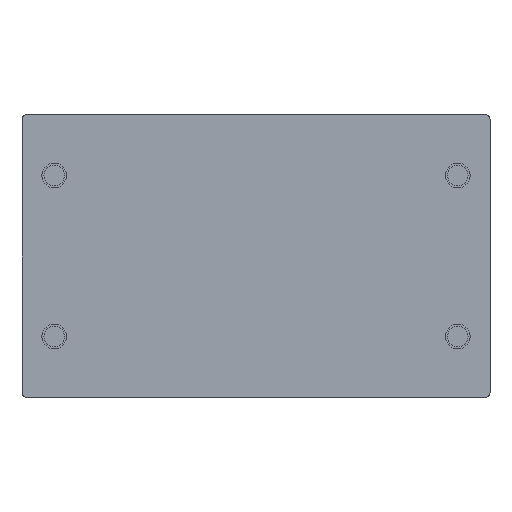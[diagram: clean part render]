
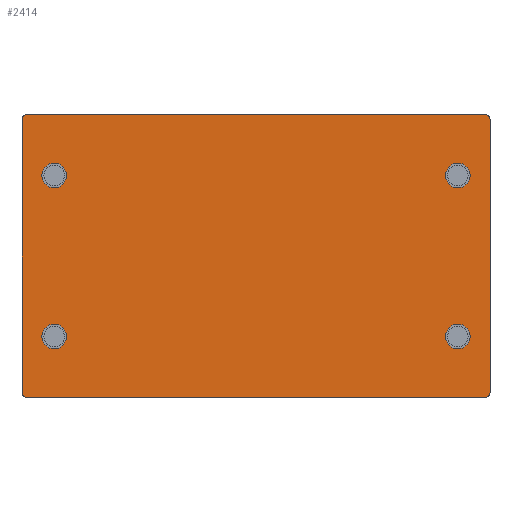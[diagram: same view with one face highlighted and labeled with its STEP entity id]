
A CAD part, front view. The second image highlights one B-rep face of the part: STEP entity #2414.
In plain terms, the highlighted planar face has unit normal (0, -1, 0).
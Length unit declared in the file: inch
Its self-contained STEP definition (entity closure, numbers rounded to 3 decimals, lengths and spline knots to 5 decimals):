
#65 = CIRCLE ( 'NONE', #5174, 0.45276 ) ;
#80 = DIRECTION ( 'NONE',  ( 0., 1., 0. ) ) ;
#81 = ORIENTED_EDGE ( 'NONE', *, *, #4939, .T. ) ;
#93 = CARTESIAN_POINT ( 'NONE',  ( -8.58268, 0., -5.19685 ) ) ;
#175 = EDGE_CURVE ( 'NONE', #1773, #4230, #6563, .T. ) ;
#212 = AXIS2_PLACEMENT_3D ( 'NONE', #2697, #2713, #5756 ) ;
#256 = ORIENTED_EDGE ( 'NONE', *, *, #5257, .F. ) ;
#269 = DIRECTION ( 'NONE',  ( 0., 1., 0. ) ) ;
#332 = VERTEX_POINT ( 'NONE', #938 ) ;
#337 = CARTESIAN_POINT ( 'NONE',  ( 8.38583, 0., 5. ) ) ;
#399 = EDGE_CURVE ( 'NONE', #1231, #332, #6714, .T. ) ;
#452 = ORIENTED_EDGE ( 'NONE', *, *, #4192, .T. ) ;
#521 = ORIENTED_EDGE ( 'NONE', *, *, #6178, .T. ) ;
#539 = FACE_BOUND ( 'NONE', #562, .T. ) ;
#562 = EDGE_LOOP ( 'NONE', ( #521, #6156 ) ) ;
#565 = AXIS2_PLACEMENT_3D ( 'NONE', #3308, #675, #5943 ) ;
#641 = AXIS2_PLACEMENT_3D ( 'NONE', #5013, #1848, #6006 ) ;
#674 = VERTEX_POINT ( 'NONE', #4610 ) ;
#675 = DIRECTION ( 'NONE',  ( 0., 1., 0. ) ) ;
#748 = EDGE_CURVE ( 'NONE', #2609, #674, #5160, .T. ) ;
#878 = CARTESIAN_POINT ( 'NONE',  ( 7.40157, 0., 2.95276 ) ) ;
#902 = DIRECTION ( 'NONE',  ( 0., 1., 0. ) ) ;
#938 = CARTESIAN_POINT ( 'NONE',  ( 8.38583, 0., 5.19685 ) ) ;
#943 = EDGE_CURVE ( 'NONE', #2609, #5643, #5894, .T. ) ;
#1037 = EDGE_CURVE ( 'NONE', #2679, #1523, #2145, .T. ) ;
#1075 = CARTESIAN_POINT ( 'NONE',  ( -8.58268, 0., 5.19685 ) ) ;
#1093 = VERTEX_POINT ( 'NONE', #3364 ) ;
#1225 = DIRECTION ( 'NONE',  ( 0., 0., 1. ) ) ;
#1226 = CARTESIAN_POINT ( 'NONE',  ( 7.40157, 0., -2.5 ) ) ;
#1231 = VERTEX_POINT ( 'NONE', #5004 ) ;
#1245 = AXIS2_PLACEMENT_3D ( 'NONE', #4965, #2360, #2381 ) ;
#1389 = CIRCLE ( 'NONE', #5863, 0.45276 ) ;
#1454 = DIRECTION ( 'NONE',  ( 0., 0., -1. ) ) ;
#1522 = PLANE ( 'NONE',  #2436 ) ;
#1523 = VERTEX_POINT ( 'NONE', #2746 ) ;
#1525 = CARTESIAN_POINT ( 'NONE',  ( 8.38583, 0., -5. ) ) ;
#1544 = CARTESIAN_POINT ( 'NONE',  ( -8.38583, 0., -5.19685 ) ) ;
#1573 = DIRECTION ( 'NONE',  ( 0., 0., 1. ) ) ;
#1587 = CIRCLE ( 'NONE', #1245, 0.45276 ) ;
#1713 = DIRECTION ( 'NONE',  ( -1., 0., 0. ) ) ;
#1757 = FACE_OUTER_BOUND ( 'NONE', #2576, .T. ) ;
#1773 = VERTEX_POINT ( 'NONE', #2580 ) ;
#1848 = DIRECTION ( 'NONE',  ( 0., 1., 0. ) ) ;
#1909 = ORIENTED_EDGE ( 'NONE', *, *, #6203, .T. ) ;
#2145 = CIRCLE ( 'NONE', #5491, 0.45276 ) ;
#2166 = DIRECTION ( 'NONE',  ( 0., 0., 1. ) ) ;
#2360 = DIRECTION ( 'NONE',  ( 0., 1., 0. ) ) ;
#2381 = DIRECTION ( 'NONE',  ( 0., 0., 1. ) ) ;
#2385 = ORIENTED_EDGE ( 'NONE', *, *, #2546, .T. ) ;
#2414 = ADVANCED_FACE ( 'NONE', ( #3374, #539, #2980, #6634, #1757 ), #1522, .T. ) ;
#2436 = AXIS2_PLACEMENT_3D ( 'NONE', #4018, #4568, #1454 ) ;
#2439 = AXIS2_PLACEMENT_3D ( 'NONE', #3376, #269, #4385 ) ;
#2457 = ORIENTED_EDGE ( 'NONE', *, *, #175, .T. ) ;
#2458 = LINE ( 'NONE', #4366, #3500 ) ;
#2516 = CARTESIAN_POINT ( 'NONE',  ( -7.40157, 0., -2.5 ) ) ;
#2546 = EDGE_CURVE ( 'NONE', #1523, #2679, #1587, .T. ) ;
#2576 = EDGE_LOOP ( 'NONE', ( #5688, #452, #5595, #1909, #256, #3833, #6671, #3069 ) ) ;
#2580 = CARTESIAN_POINT ( 'NONE',  ( 7.40157, 0., 2.5 ) ) ;
#2609 = VERTEX_POINT ( 'NONE', #5509 ) ;
#2669 = EDGE_LOOP ( 'NONE', ( #2385, #4937 ) ) ;
#2679 = VERTEX_POINT ( 'NONE', #3979 ) ;
#2697 = CARTESIAN_POINT ( 'NONE',  ( -8.38583, 0., 5. ) ) ;
#2702 = VERTEX_POINT ( 'NONE', #2516 ) ;
#2713 = DIRECTION ( 'NONE',  ( 0., -1., 0. ) ) ;
#2746 = CARTESIAN_POINT ( 'NONE',  ( -7.40157, 0., 3.40551 ) ) ;
#2778 = CARTESIAN_POINT ( 'NONE',  ( -7.40157, 0., 2.95276 ) ) ;
#2839 = DIRECTION ( 'NONE',  ( 0., -1., 0. ) ) ;
#2980 = FACE_BOUND ( 'NONE', #2669, .T. ) ;
#2999 = VERTEX_POINT ( 'NONE', #1226 ) ;
#3069 = ORIENTED_EDGE ( 'NONE', *, *, #748, .T. ) ;
#3095 = VERTEX_POINT ( 'NONE', #4910 ) ;
#3134 = CARTESIAN_POINT ( 'NONE',  ( 8.58268, 0., 5.19685 ) ) ;
#3140 = CARTESIAN_POINT ( 'NONE',  ( 8.58268, 0., 5. ) ) ;
#3206 = CARTESIAN_POINT ( 'NONE',  ( -8.58268, 0., 5. ) ) ;
#3308 = CARTESIAN_POINT ( 'NONE',  ( 7.40157, 0., 2.95276 ) ) ;
#3364 = CARTESIAN_POINT ( 'NONE',  ( 7.40157, 0., -3.40551 ) ) ;
#3372 = VECTOR ( 'NONE', #1713, 39.37008 ) ;
#3374 = FACE_BOUND ( 'NONE', #6240, .T. ) ;
#3376 = CARTESIAN_POINT ( 'NONE',  ( -7.40157, 0., -2.95276 ) ) ;
#3400 = CIRCLE ( 'NONE', #212, 0.19685 ) ;
#3414 = VERTEX_POINT ( 'NONE', #6094 ) ;
#3440 = AXIS2_PLACEMENT_3D ( 'NONE', #878, #902, #4008 ) ;
#3500 = VECTOR ( 'NONE', #4439, 39.37008 ) ;
#3501 = EDGE_CURVE ( 'NONE', #5062, #674, #6457, .T. ) ;
#3695 = EDGE_LOOP ( 'NONE', ( #4824, #2457 ) ) ;
#3833 = ORIENTED_EDGE ( 'NONE', *, *, #5483, .T. ) ;
#3890 = CIRCLE ( 'NONE', #565, 0.45276 ) ;
#3905 = CIRCLE ( 'NONE', #641, 0.45276 ) ;
#3961 = CARTESIAN_POINT ( 'NONE',  ( 7.40157, 0., 3.40551 ) ) ;
#3979 = CARTESIAN_POINT ( 'NONE',  ( -7.40157, 0., 2.5 ) ) ;
#4008 = DIRECTION ( 'NONE',  ( 0., 0., 1. ) ) ;
#4018 = CARTESIAN_POINT ( 'NONE',  ( 0., 0., 0. ) ) ;
#4143 = CARTESIAN_POINT ( 'NONE',  ( 7.40157, 0., -2.95276 ) ) ;
#4167 = DIRECTION ( 'NONE',  ( 1., 0., 0. ) ) ;
#4192 = EDGE_CURVE ( 'NONE', #5062, #332, #5921, .T. ) ;
#4197 = DIRECTION ( 'NONE',  ( 0., 0., -1. ) ) ;
#4204 = DIRECTION ( 'NONE',  ( 0., 0., -1. ) ) ;
#4230 = VERTEX_POINT ( 'NONE', #3961 ) ;
#4363 = DIRECTION ( 'NONE',  ( 0., 1., 0. ) ) ;
#4366 = CARTESIAN_POINT ( 'NONE',  ( -8.58268, 0., 5.19685 ) ) ;
#4385 = DIRECTION ( 'NONE',  ( 0., 0., 1. ) ) ;
#4389 = AXIS2_PLACEMENT_3D ( 'NONE', #337, #2839, #6556 ) ;
#4439 = DIRECTION ( 'NONE',  ( 0., 0., 1. ) ) ;
#4568 = DIRECTION ( 'NONE',  ( 0., -1., 0. ) ) ;
#4610 = CARTESIAN_POINT ( 'NONE',  ( 8.58268, 0., -5. ) ) ;
#4678 = DIRECTION ( 'NONE',  ( 0., 1., 0. ) ) ;
#4784 = CIRCLE ( 'NONE', #2439, 0.45276 ) ;
#4824 = ORIENTED_EDGE ( 'NONE', *, *, #6354, .T. ) ;
#4910 = CARTESIAN_POINT ( 'NONE',  ( -8.58268, 0., -5. ) ) ;
#4937 = ORIENTED_EDGE ( 'NONE', *, *, #1037, .T. ) ;
#4939 = EDGE_CURVE ( 'NONE', #1093, #2999, #3905, .T. ) ;
#4965 = CARTESIAN_POINT ( 'NONE',  ( -7.40157, 0., 2.95276 ) ) ;
#5004 = CARTESIAN_POINT ( 'NONE',  ( -8.38583, 0., 5.19685 ) ) ;
#5013 = CARTESIAN_POINT ( 'NONE',  ( 7.40157, 0., -2.95276 ) ) ;
#5033 = EDGE_CURVE ( 'NONE', #2999, #1093, #1389, .T. ) ;
#5062 = VERTEX_POINT ( 'NONE', #3140 ) ;
#5083 = VECTOR ( 'NONE', #4197, 39.37008 ) ;
#5160 = CIRCLE ( 'NONE', #6279, 0.19685 ) ;
#5174 = AXIS2_PLACEMENT_3D ( 'NONE', #5286, #80, #2166 ) ;
#5221 = VERTEX_POINT ( 'NONE', #3206 ) ;
#5257 = EDGE_CURVE ( 'NONE', #3095, #5221, #2458, .T. ) ;
#5286 = CARTESIAN_POINT ( 'NONE',  ( -7.40157, 0., -2.95276 ) ) ;
#5370 = CIRCLE ( 'NONE', #6655, 0.19685 ) ;
#5483 = EDGE_CURVE ( 'NONE', #3095, #5643, #5370, .T. ) ;
#5491 = AXIS2_PLACEMENT_3D ( 'NONE', #2778, #4363, #1225 ) ;
#5509 = CARTESIAN_POINT ( 'NONE',  ( 8.38583, 0., -5.19685 ) ) ;
#5595 = ORIENTED_EDGE ( 'NONE', *, *, #399, .F. ) ;
#5643 = VERTEX_POINT ( 'NONE', #1544 ) ;
#5688 = ORIENTED_EDGE ( 'NONE', *, *, #3501, .F. ) ;
#5756 = DIRECTION ( 'NONE',  ( 0., 0., -1. ) ) ;
#5830 = EDGE_CURVE ( 'NONE', #3414, #2702, #4784, .T. ) ;
#5863 = AXIS2_PLACEMENT_3D ( 'NONE', #4143, #4678, #1573 ) ;
#5894 = LINE ( 'NONE', #93, #3372 ) ;
#5921 = CIRCLE ( 'NONE', #4389, 0.19685 ) ;
#5943 = DIRECTION ( 'NONE',  ( 0., 0., 1. ) ) ;
#6006 = DIRECTION ( 'NONE',  ( 0., 0., 1. ) ) ;
#6094 = CARTESIAN_POINT ( 'NONE',  ( -7.40157, 0., -3.40551 ) ) ;
#6114 = DIRECTION ( 'NONE',  ( 0., -1., 0. ) ) ;
#6153 = DIRECTION ( 'NONE',  ( 0., 0., -1. ) ) ;
#6156 = ORIENTED_EDGE ( 'NONE', *, *, #5830, .T. ) ;
#6178 = EDGE_CURVE ( 'NONE', #2702, #3414, #65, .T. ) ;
#6182 = CARTESIAN_POINT ( 'NONE',  ( -8.38583, 0., -5. ) ) ;
#6185 = DIRECTION ( 'NONE',  ( 0., -1., 0. ) ) ;
#6203 = EDGE_CURVE ( 'NONE', #1231, #5221, #3400, .T. ) ;
#6240 = EDGE_LOOP ( 'NONE', ( #6274, #81 ) ) ;
#6274 = ORIENTED_EDGE ( 'NONE', *, *, #5033, .T. ) ;
#6279 = AXIS2_PLACEMENT_3D ( 'NONE', #1525, #6185, #4204 ) ;
#6354 = EDGE_CURVE ( 'NONE', #4230, #1773, #3890, .T. ) ;
#6457 = LINE ( 'NONE', #3134, #5083 ) ;
#6554 = VECTOR ( 'NONE', #4167, 39.37008 ) ;
#6556 = DIRECTION ( 'NONE',  ( 0., 0., -1. ) ) ;
#6563 = CIRCLE ( 'NONE', #3440, 0.45276 ) ;
#6634 = FACE_BOUND ( 'NONE', #3695, .T. ) ;
#6655 = AXIS2_PLACEMENT_3D ( 'NONE', #6182, #6114, #6153 ) ;
#6671 = ORIENTED_EDGE ( 'NONE', *, *, #943, .F. ) ;
#6714 = LINE ( 'NONE', #1075, #6554 ) ;
